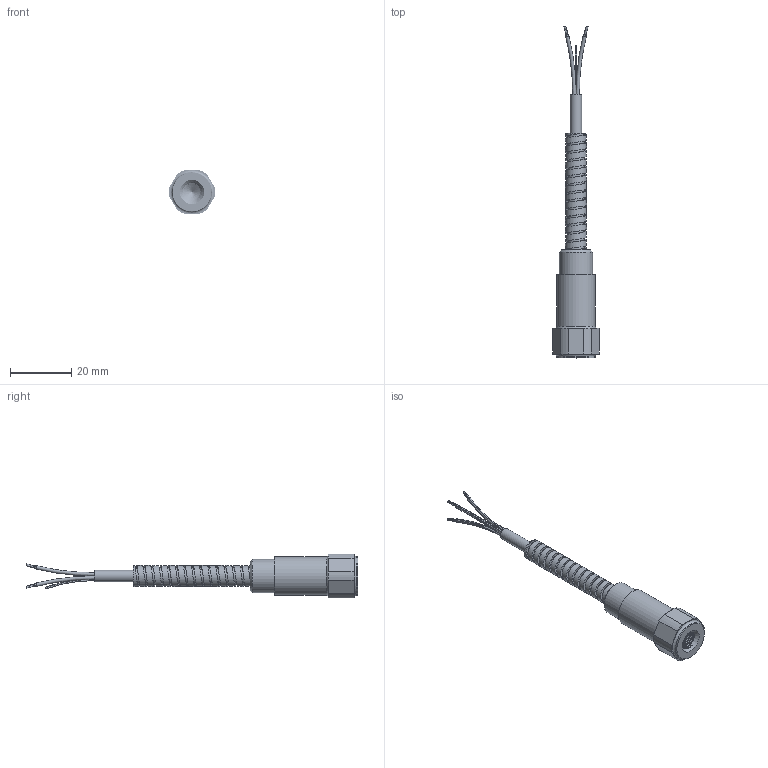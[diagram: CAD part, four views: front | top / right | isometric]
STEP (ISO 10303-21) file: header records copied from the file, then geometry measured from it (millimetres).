
FILE_DESCRIPTION(/* description */ (''),/* implementation_level */ '2;1');
FILE_NAME(/* name */ 'MASTER_MINI_TOP-EXIT_ARMOR_STANDARD.stp',/* time_stamp */ '2017-04-25T17:50:27-04:00',/* author */ ('aneininger'),/* organization */ ('CONNECTION TECHNOLOGY CENTER'),/* preprocessor_version */ 'ST-DEVELOPER v16.5',/* originating_system */ 'Autodesk Inventor 2017',/* authorisation */ '');
FILE_SCHEMA (('AUTOMOTIVE_DESIGN { 1 0 10303 214 3 1 1 }'));
Products named in the file (1): MASTER_MINI_TOP-EXIT_ARMOR_STANDARD
Bounding box: 15.08 x 108.32 x 14.29 mm (x, y, z)
Volume: 4894.6 mm3; surface area: 10363.4 mm2
Topology: 41 solids, 41 shells, 758 faces, 1538 edges, 769 vertices
Faces by surface type: bspline 300, torus 174, plane 145, cylinder 134, cone 5
Full cylindrical faces by diameter (mm): 1.016 x2, 1.27 x3, 2.032 x2, 3.2 x1, 3.245 x1, 3.759 x1, 3.81 x1, 9.195 x1, 10.922 x1, 12.446 x1, 12.7 x1
Entity records: 40416 total; most frequent: CARTESIAN_POINT 24570, ORIENTED_EDGE 3386, DIRECTION 3132, EDGE_CURVE 1477, AXIS2_PLACEMENT_3D 1461, CIRCLE 970, EDGE_LOOP 817, FACE_OUTER_BOUND 758
